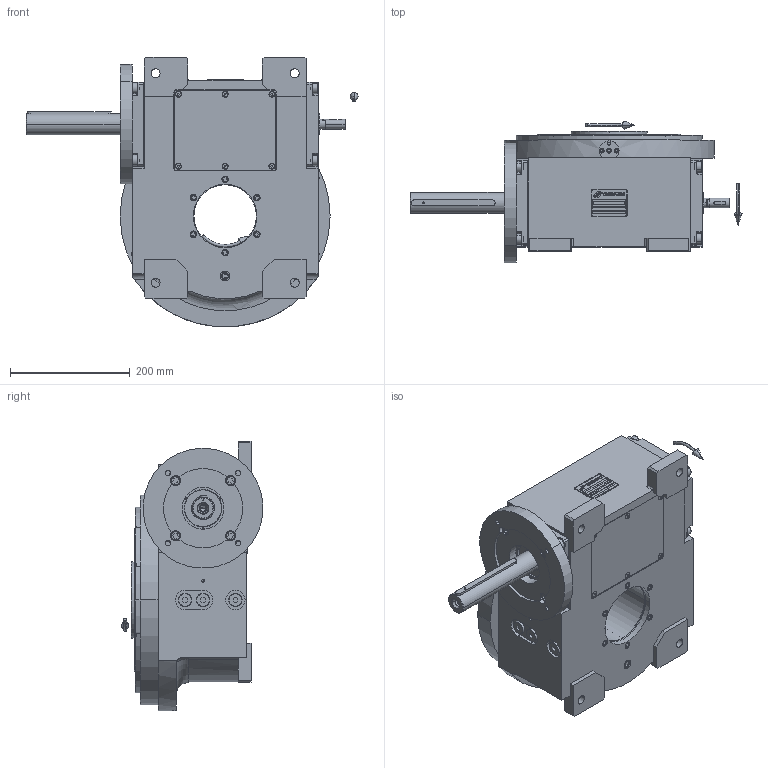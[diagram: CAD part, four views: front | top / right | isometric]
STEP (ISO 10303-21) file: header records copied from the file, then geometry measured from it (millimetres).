
FILE_DESCRIPTION (( 'STEP AP203' ), '1' );
FILE_NAME ('PC5200461.step', '2024-07-10T06:31:41', ( '' ), ( '' ), 'SwSTEP 2.0', 'SolidWorks 2020', '' );
FILE_SCHEMA (( 'CONFIG_CONTROL_DESIGN' ));
Length unit declared in the file: millimetre
Products named in the file (86): rig09_071_10_m_n_04.stp; AS_rig09_016; cfn2000_01_099; cfn2151_01_115; cfn2000_01_081; CFN2155_01_195.stp; cfn2077_01_036; CFN2356_03_053.stp; rig09_004; cfn2155_01_166; rig09_007_master; cfn2107_01_001; rig09_001_a_s_003; cfn2000_01_152; cfn2003_01_054; cfn2155_01_095; PC5200461; CFN2000_01_185.stp; cfn2104_01_018; rig09_016; AS_cfn2476_01_002_60x46; cfn2070_05_009; CFN2223_02_004.stp; cfn2128_19_002; AS_900_38_30_003; AS_rig09_004; cfn2276_01_056; cfn2000_01_161; rig09_003_10_s_002; cfn2151_01_233; cfn2128_04_002; cfn2151_01_167; CFN2104_02_018.stp; freccia_angolare; AS_rig09_002_s_025; AS_rig09_071_10_m_n_04; CFN2223_02_003.stp; rig09_010_s_006; 900_38_30_003; freccia_angolare_albero ...
Assembly tree (77 placements, depth 5):
  cfn2151_01_115
  cfn2077_01_036
  CFN2356_03_053.stp
  rig09_007_master
  PC5200461
    rig09_001_a_s_003
    AS_cfn2476_01_002_60x46
      cfn2476_01_002_60x46
      cfn2107_01_001
      cfn2107_01_001
    AS_rig09_071_10_m_n_04
      rig09_071_10_m_n_04.stp
        RIG09_005_S_001_ASM.stp
          RIG09_021_AF0.stp
          CFN2000_01_185.stp
          CFN2000_01_185.stp
          CFN2104_02_018.stp
        CFN2155_01_195.stp
        CFN2010_02_002.stp
      rig09_003_10_s_002
      rig09_005_s_001
      cfn2000_01_099
      cfn2000_01_099
      cfn2000_01_099
      cfn2000_01_099
      cfn2000_01_099
      cfn2000_01_099
      cfn2000_01_099
      cfn2000_01_099
      cfn2104_01_018  x2
    AS_rig09_014_s_003
      rig09_014_s_003
      cfn2000_01_152
      cfn2000_01_152
      cfn2000_01_152
      cfn2000_01_152
      cfn2000_01_152
      cfn2000_01_152
      cfn2155_01_166
    AS_rig09_004
      rig09_004
      cfn2000_01_081
      cfn2155_01_095
      cfn2070_05_009
      cfn2000_01_081
      cfn2000_01_081
      cfn2000_01_081
    AS_rig09_004
      rig09_004
      cfn2000_01_081
      cfn2155_01_095
      cfn2070_05_009
      cfn2000_01_081
      cfn2000_01_081
      cfn2000_01_081
    AS_rig09_002_s_025
      rig09_002_s_025
      cfn2115_01_008
    AS_rig09_010_s_006
      rig09_010_s_006
Bounding box: 553.5 x 236.12 x 450 mm (x, y, z)
Volume: 5970015.2 mm3; surface area: 1390180.2 mm2
Topology: 68 solids, 68 shells, 2115 faces, 5210 edges, 3352 vertices
Faces by surface type: plane 1080, cylinder 693, cone 313, torus 23, sphere 4, bspline 2
Entity records: 71563 total; most frequent: CARTESIAN_POINT 13850, DIRECTION 10353, ORIENTED_EDGE 9836, EDGE_CURVE 4918, AXIS2_PLACEMENT_3D 3592, VERTEX_POINT 3207, LINE 3169, VECTOR 3169
